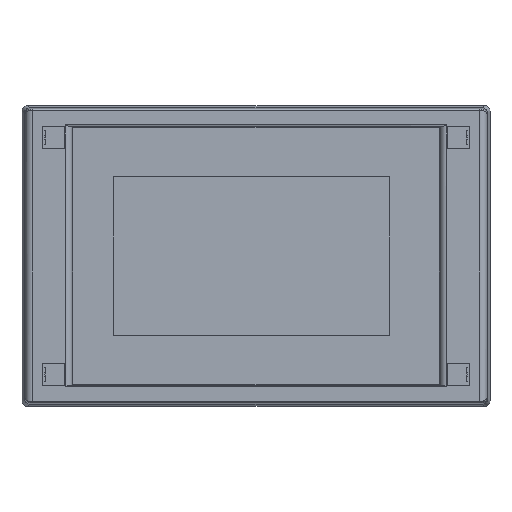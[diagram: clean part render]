
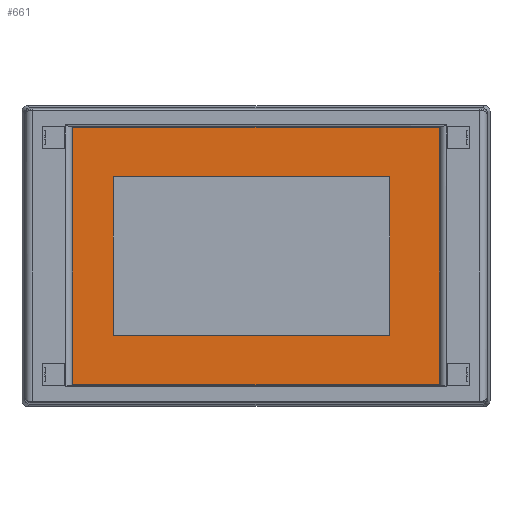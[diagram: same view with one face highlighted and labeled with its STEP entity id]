
A CAD part, top view. The second image highlights one B-rep face of the part: STEP entity #661.
In plain terms, the highlighted planar face has unit normal (0, 0, 1).
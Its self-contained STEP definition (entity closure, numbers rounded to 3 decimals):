
#661=ADVANCED_FACE('',(#15829,#15831),#15833,.T.);
#15829=FACE_BOUND('',#15830,.T.);
#15830=EDGE_LOOP('',(#30353,#30354,#30355,#30356));
#15831=FACE_BOUND('',#15832,.T.);
#15832=EDGE_LOOP('',(#30357,#30358,#30359,#30360));
#15833=PLANE('',#15834);
#15834=AXIS2_PLACEMENT_3D('',#15835,#15836,#15837);
#15835=CARTESIAN_POINT('',(17.5,12.5,-3.));
#15836=DIRECTION('',(0.,0.,1.));
#15837=DIRECTION('',(1.,0.,0.));
#30353=ORIENTED_EDGE('',*,*,#39810,.T.);
#30354=ORIENTED_EDGE('',*,*,#39811,.T.);
#30355=ORIENTED_EDGE('',*,*,#39812,.T.);
#30356=ORIENTED_EDGE('',*,*,#39813,.T.);
#30357=ORIENTED_EDGE('',*,*,#39814,.T.);
#30358=ORIENTED_EDGE('',*,*,#39815,.T.);
#30359=ORIENTED_EDGE('',*,*,#39816,.T.);
#30360=ORIENTED_EDGE('',*,*,#39817,.T.);
#39810=EDGE_CURVE('',#44636,#44637,#44638,.T.);
#39811=EDGE_CURVE('',#44637,#44639,#44640,.T.);
#39812=EDGE_CURVE('',#44639,#44641,#44642,.T.);
#39813=EDGE_CURVE('',#44641,#44636,#44643,.T.);
#39814=EDGE_CURVE('',#44644,#44645,#44646,.F.);
#39815=EDGE_CURVE('',#44645,#44647,#44648,.F.);
#39816=EDGE_CURVE('',#44647,#44649,#44650,.F.);
#39817=EDGE_CURVE('',#44649,#44644,#44651,.F.);
#44636=VERTEX_POINT('',#52349);
#44637=VERTEX_POINT('',#52350);
#44638=LINE('',#52351,#52352);
#44639=VERTEX_POINT('',#52354);
#44640=LINE('',#52355,#52356);
#44641=VERTEX_POINT('',#52358);
#44642=LINE('',#52359,#52360);
#44643=LINE('',#52362,#52363);
#44644=VERTEX_POINT('',#52365);
#44645=VERTEX_POINT('',#52366);
#44646=LINE('',#52367,#52368);
#44647=VERTEX_POINT('',#52370);
#44648=LINE('',#52371,#52372);
#44649=VERTEX_POINT('',#52374);
#44650=LINE('',#52375,#52376);
#44651=LINE('',#52378,#52379);
#52349=CARTESIAN_POINT('',(-48.15,-33.65,-3.));
#52350=CARTESIAN_POINT('',(83.15,-33.65,-3.));
#52351=CARTESIAN_POINT('',(-48.15,-33.65,-3.));
#52352=VECTOR('',#52353,1.);
#52353=DIRECTION('',(1.,0.,0.));
#52354=CARTESIAN_POINT('',(83.15,58.65,-3.));
#52355=CARTESIAN_POINT('',(83.15,-33.65,-3.));
#52356=VECTOR('',#52357,1.);
#52357=DIRECTION('',(0.,1.,0.));
#52358=CARTESIAN_POINT('',(-48.15,58.65,-3.));
#52359=CARTESIAN_POINT('',(83.15,58.65,-3.));
#52360=VECTOR('',#52361,1.);
#52361=DIRECTION('',(-1.,0.,0.));
#52362=CARTESIAN_POINT('',(-48.15,58.65,-3.));
#52363=VECTOR('',#52364,1.);
#52364=DIRECTION('',(0.,-1.,0.));
#52365=CARTESIAN_POINT('',(-33.627,40.951,-3.));
#52366=CARTESIAN_POINT('',(65.373,40.951,-3.));
#52367=CARTESIAN_POINT('',(65.373,40.951,-3.));
#52368=VECTOR('',#52369,1.);
#52369=DIRECTION('',(-1.,0.,0.));
#52370=CARTESIAN_POINT('',(65.373,-16.049,-3.));
#52371=CARTESIAN_POINT('',(65.373,-16.049,-3.));
#52372=VECTOR('',#52373,1.);
#52373=DIRECTION('',(0.,1.,0.));
#52374=CARTESIAN_POINT('',(-33.627,-16.049,-3.));
#52375=CARTESIAN_POINT('',(-33.627,-16.049,-3.));
#52376=VECTOR('',#52377,1.);
#52377=DIRECTION('',(1.,0.,0.));
#52378=CARTESIAN_POINT('',(-33.627,40.951,-3.));
#52379=VECTOR('',#52380,1.);
#52380=DIRECTION('',(0.,-1.,0.));
